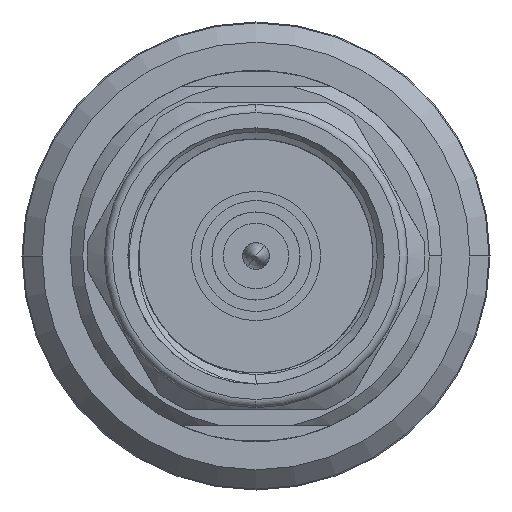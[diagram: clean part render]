
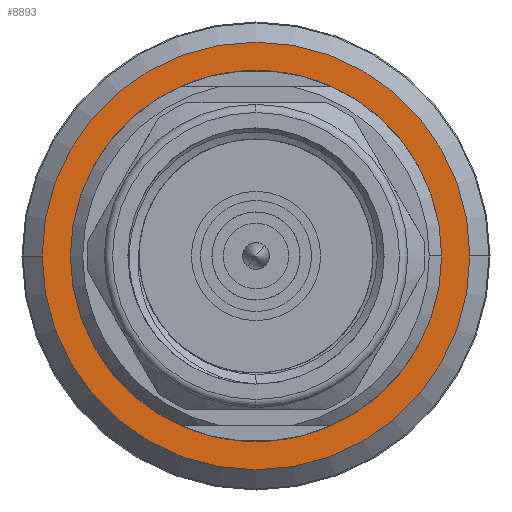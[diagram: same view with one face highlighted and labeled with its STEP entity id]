
A CAD part, left-side view. The second image highlights one B-rep face of the part: STEP entity #8893.
In plain terms, the highlighted face is planar.
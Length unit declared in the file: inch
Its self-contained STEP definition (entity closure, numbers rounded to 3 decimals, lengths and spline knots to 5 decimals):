
#47 = VERTEX_POINT ( 'NONE', #4431 ) ;
#439 = EDGE_CURVE ( 'NONE', #7671, #4316, #3156, .T. ) ;
#694 = DIRECTION ( 'NONE',  ( -1., 0., 0. ) ) ;
#866 = DIRECTION ( 'NONE',  ( 0., 0., -1. ) ) ;
#988 = DIRECTION ( 'NONE',  ( 1., 0., 0. ) ) ;
#1076 = AXIS2_PLACEMENT_3D ( 'NONE', #6774, #5220, #866 ) ;
#1112 = AXIS2_PLACEMENT_3D ( 'NONE', #5341, #988, #5219 ) ;
#1264 = CIRCLE ( 'NONE', #1076, 0.45276 ) ;
#1808 = VERTEX_POINT ( 'NONE', #5552 ) ;
#2352 = EDGE_CURVE ( 'NONE', #1808, #47, #1264, .T. ) ;
#2662 = ORIENTED_EDGE ( 'NONE', *, *, #439, .F. ) ;
#2741 = DIRECTION ( 'NONE',  ( 1., 0., 0. ) ) ;
#3096 = ORIENTED_EDGE ( 'NONE', *, *, #2352, .F. ) ;
#3156 = CIRCLE ( 'NONE', #9525, 0.52165 ) ;
#3495 = EDGE_CURVE ( 'NONE', #4316, #7671, #3503, .T. ) ;
#3503 = CIRCLE ( 'NONE', #10246, 0.52165 ) ;
#4316 = VERTEX_POINT ( 'NONE', #9596 ) ;
#4431 = CARTESIAN_POINT ( 'NONE',  ( 0.35433, 0., 0.45276 ) ) ;
#4485 = DIRECTION ( 'NONE',  ( -1., 0., 0. ) ) ;
#4612 = CIRCLE ( 'NONE', #10442, 0.45276 ) ;
#4886 = DIRECTION ( 'NONE',  ( 0., 0., 1. ) ) ;
#5219 = DIRECTION ( 'NONE',  ( 0., 1., 0. ) ) ;
#5220 = DIRECTION ( 'NONE',  ( 1., 0., 0. ) ) ;
#5263 = CARTESIAN_POINT ( 'NONE',  ( 0.35433, 0., 0. ) ) ;
#5341 = CARTESIAN_POINT ( 'NONE',  ( 0.35433, 0., 0. ) ) ;
#5552 = CARTESIAN_POINT ( 'NONE',  ( 0.35433, 0., -0.45276 ) ) ;
#5566 = EDGE_CURVE ( 'NONE', #47, #1808, #4612, .T. ) ;
#5818 = EDGE_LOOP ( 'NONE', ( #7045, #2662 ) ) ;
#6774 = CARTESIAN_POINT ( 'NONE',  ( 0.35433, 0., 0. ) ) ;
#7045 = ORIENTED_EDGE ( 'NONE', *, *, #3495, .F. ) ;
#7049 = FACE_BOUND ( 'NONE', #11164, .T. ) ;
#7671 = VERTEX_POINT ( 'NONE', #8293 ) ;
#7943 = DIRECTION ( 'NONE',  ( 0., 0., -1. ) ) ;
#7955 = DIRECTION ( 'NONE',  ( 0., 0., 1. ) ) ;
#8118 = CARTESIAN_POINT ( 'NONE',  ( 0.35433, 0., 0. ) ) ;
#8293 = CARTESIAN_POINT ( 'NONE',  ( 0.35433, 0., 0.52165 ) ) ;
#8602 = ORIENTED_EDGE ( 'NONE', *, *, #5566, .F. ) ;
#8880 = PLANE ( 'NONE',  #1112 ) ;
#8893 = ADVANCED_FACE ( 'NONE', ( #7049, #9669 ), #8880, .T. ) ;
#9525 = AXIS2_PLACEMENT_3D ( 'NONE', #5263, #4485, #7955 ) ;
#9596 = CARTESIAN_POINT ( 'NONE',  ( 0.35433, 0., -0.52165 ) ) ;
#9669 = FACE_OUTER_BOUND ( 'NONE', #5818, .T. ) ;
#10246 = AXIS2_PLACEMENT_3D ( 'NONE', #11098, #694, #4886 ) ;
#10442 = AXIS2_PLACEMENT_3D ( 'NONE', #8118, #2741, #7943 ) ;
#11098 = CARTESIAN_POINT ( 'NONE',  ( 0.35433, 0., 0. ) ) ;
#11164 = EDGE_LOOP ( 'NONE', ( #3096, #8602 ) ) ;
